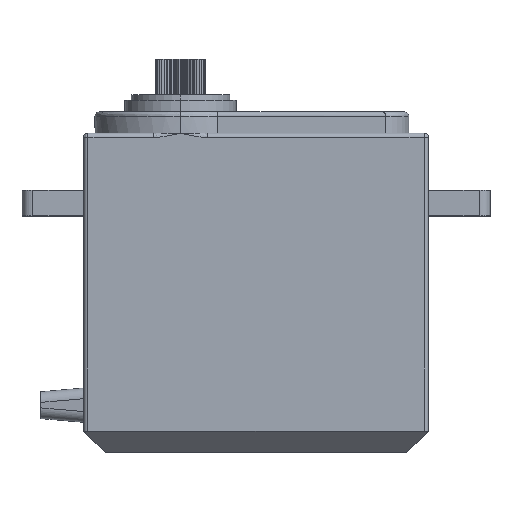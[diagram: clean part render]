
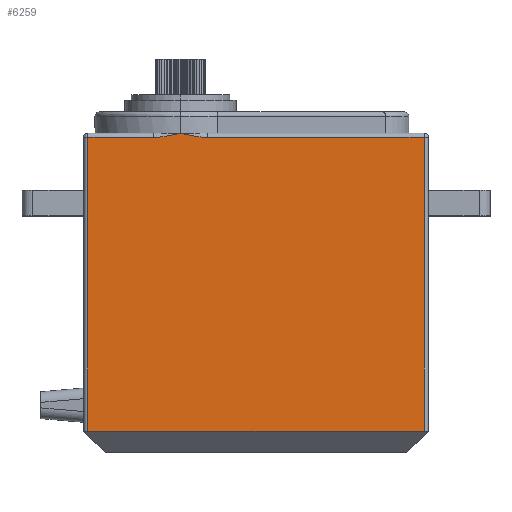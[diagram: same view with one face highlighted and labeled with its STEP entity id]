
A CAD part, top view. The second image highlights one B-rep face of the part: STEP entity #6259.
In plain terms, the highlighted planar face has unit normal (0, 0, 1).
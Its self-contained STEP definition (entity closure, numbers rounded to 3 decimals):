
#31 = EDGE_CURVE ( 'NONE', #3924, #6573, #2704, .T. ) ;
#151 = DIRECTION ( 'NONE',  ( 0., -1., 0. ) ) ;
#254 = CARTESIAN_POINT ( 'NONE',  ( -9.855, 37.063, 10. ) ) ;
#281 = DIRECTION ( 'NONE',  ( 1., 0., 0. ) ) ;
#390 = VERTEX_POINT ( 'NONE', #2915 ) ;
#462 = CARTESIAN_POINT ( 'NONE',  ( -5.703, 36.8, 10. ) ) ;
#475 = ORIENTED_EDGE ( 'NONE', *, *, #9750, .F. ) ;
#578 = DIRECTION ( 'NONE',  ( 1., 0., 0. ) ) ;
#598 = CARTESIAN_POINT ( 'NONE',  ( -9.34, 37.182, 10. ) ) ;
#1070 = DIRECTION ( 'NONE',  ( 0., 1., 0. ) ) ;
#1169 = CARTESIAN_POINT ( 'NONE',  ( -7.017, 36.922, 10. ) ) ;
#1236 = ORIENTED_EDGE ( 'NONE', *, *, #31, .T. ) ;
#1271 = CARTESIAN_POINT ( 'NONE',  ( -7.795, 37.063, 10. ) ) ;
#1724 = VERTEX_POINT ( 'NONE', #6322 ) ;
#1733 = CARTESIAN_POINT ( 'NONE',  ( -11.947, 36.8, 10. ) ) ;
#1806 = DIRECTION ( 'NONE',  ( 0., 0., -1. ) ) ;
#1849 = B_SPLINE_CURVE_WITH_KNOTS ( 'NONE', 3,
 ( #1733, #4048, #7152, #9586, #2071, #254, #598, #3683 ),
 .UNSPECIFIED., .F., .F.,
 ( 4, 2, 2, 4 ),
 ( 0., 0.25, 0.5, 1. ),
 .UNSPECIFIED. ) ;
#1872 = CARTESIAN_POINT ( 'NONE',  ( -11.947, 36.8, 10. ) ) ;
#1913 = DIRECTION ( 'NONE',  ( -1., 0., 0. ) ) ;
#1986 = CARTESIAN_POINT ( 'NONE',  ( -20.125, 2.5, 10. ) ) ;
#2030 = CARTESIAN_POINT ( 'NONE',  ( -8.825, 37.3, 10. ) ) ;
#2071 = CARTESIAN_POINT ( 'NONE',  ( -10.633, 36.922, 10. ) ) ;
#2638 = CARTESIAN_POINT ( 'NONE',  ( -19.625, 27.65, 10. ) ) ;
#2704 = LINE ( 'NONE', #1986, #8531 ) ;
#2915 = CARTESIAN_POINT ( 'NONE',  ( 19.625, 36.8, 10. ) ) ;
#3037 = CARTESIAN_POINT ( 'NONE',  ( -19.625, 2.5, 10. ) ) ;
#3145 = ORIENTED_EDGE ( 'NONE', *, *, #8658, .F. ) ;
#3375 = LINE ( 'NONE', #8091, #6852 ) ;
#3440 = CARTESIAN_POINT ( 'NONE',  ( -5.703, 36.8, 10. ) ) ;
#3503 = CARTESIAN_POINT ( 'NONE',  ( -8.31, 37.182, 10. ) ) ;
#3589 = EDGE_CURVE ( 'NONE', #5938, #5927, #6810, .T. ) ;
#3683 = CARTESIAN_POINT ( 'NONE',  ( -8.825, 37.3, 10. ) ) ;
#3924 = VERTEX_POINT ( 'NONE', #3037 ) ;
#4039 = ORIENTED_EDGE ( 'NONE', *, *, #7555, .F. ) ;
#4048 = CARTESIAN_POINT ( 'NONE',  ( -11.681, 36.8, 10. ) ) ;
#4125 = CARTESIAN_POINT ( 'NONE',  ( -20.125, 27.65, 10. ) ) ;
#4323 = EDGE_CURVE ( 'NONE', #3924, #5938, #7956, .T. ) ;
#4450 = VECTOR ( 'NONE', #578, 1000. ) ;
#4768 = LINE ( 'NONE', #7205, #6044 ) ;
#4847 = PLANE ( 'NONE',  #7493 ) ;
#4927 = CARTESIAN_POINT ( 'NONE',  ( -6.757, 36.881, 10. ) ) ;
#5079 = DIRECTION ( 'NONE',  ( 1., 0., 0. ) ) ;
#5140 = EDGE_CURVE ( 'NONE', #9185, #390, #3375, .T. ) ;
#5401 = CARTESIAN_POINT ( 'NONE',  ( 19.625, 2.5, 10. ) ) ;
#5604 = FACE_OUTER_BOUND ( 'NONE', #6397, .T. ) ;
#5927 = VERTEX_POINT ( 'NONE', #1872 ) ;
#5938 = VERTEX_POINT ( 'NONE', #9726 ) ;
#6044 = VECTOR ( 'NONE', #151, 1000. ) ;
#6164 = ORIENTED_EDGE ( 'NONE', *, *, #3589, .F. ) ;
#6200 = ORIENTED_EDGE ( 'NONE', *, *, #4323, .F. ) ;
#6259 = ADVANCED_FACE ( 'NONE', ( #5604 ), #4847, .F. ) ;
#6322 = CARTESIAN_POINT ( 'NONE',  ( -8.825, 37.3, 10. ) ) ;
#6397 = EDGE_LOOP ( 'NONE', ( #475, #9933, #3145, #4039, #6164, #6200, #1236 ) ) ;
#6573 = VERTEX_POINT ( 'NONE', #5401 ) ;
#6646 = CARTESIAN_POINT ( 'NONE',  ( -5.969, 36.8, 10. ) ) ;
#6810 = LINE ( 'NONE', #9898, #4450 ) ;
#6852 = VECTOR ( 'NONE', #281, 1000. ) ;
#7152 = CARTESIAN_POINT ( 'NONE',  ( -11.417, 36.82, 10. ) ) ;
#7205 = CARTESIAN_POINT ( 'NONE',  ( 19.625, 27.65, 10. ) ) ;
#7493 = AXIS2_PLACEMENT_3D ( 'NONE', #4125, #1806, #1913 ) ;
#7555 = EDGE_CURVE ( 'NONE', #5927, #1724, #1849, .T. ) ;
#7956 = LINE ( 'NONE', #2638, #9660 ) ;
#8091 = CARTESIAN_POINT ( 'NONE',  ( 0., 36.8, 10. ) ) ;
#8217 = CARTESIAN_POINT ( 'NONE',  ( -6.233, 36.82, 10. ) ) ;
#8239 = B_SPLINE_CURVE_WITH_KNOTS ( 'NONE', 3,
 ( #2030, #3503, #1271, #1169, #4927, #8217, #6646, #462 ),
 .UNSPECIFIED., .F., .F.,
 ( 4, 2, 2, 4 ),
 ( 0., 0.5, 0.75, 1. ),
 .UNSPECIFIED. ) ;
#8531 = VECTOR ( 'NONE', #5079, 1000. ) ;
#8658 = EDGE_CURVE ( 'NONE', #1724, #9185, #8239, .T. ) ;
#9185 = VERTEX_POINT ( 'NONE', #3440 ) ;
#9586 = CARTESIAN_POINT ( 'NONE',  ( -10.893, 36.881, 10. ) ) ;
#9660 = VECTOR ( 'NONE', #1070, 1000. ) ;
#9726 = CARTESIAN_POINT ( 'NONE',  ( -19.625, 36.8, 10. ) ) ;
#9750 = EDGE_CURVE ( 'NONE', #390, #6573, #4768, .T. ) ;
#9898 = CARTESIAN_POINT ( 'NONE',  ( 0., 36.8, 10. ) ) ;
#9933 = ORIENTED_EDGE ( 'NONE', *, *, #5140, .F. ) ;
